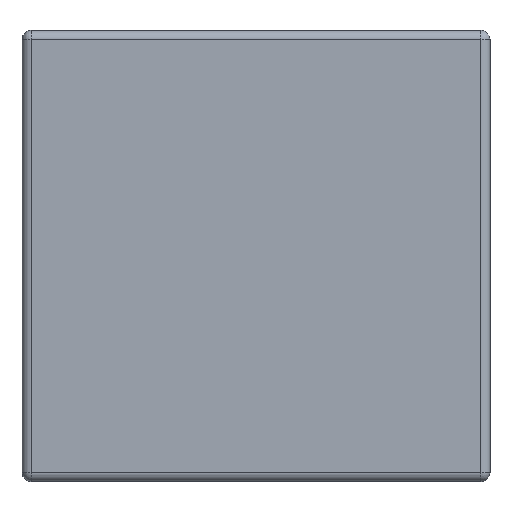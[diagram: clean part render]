
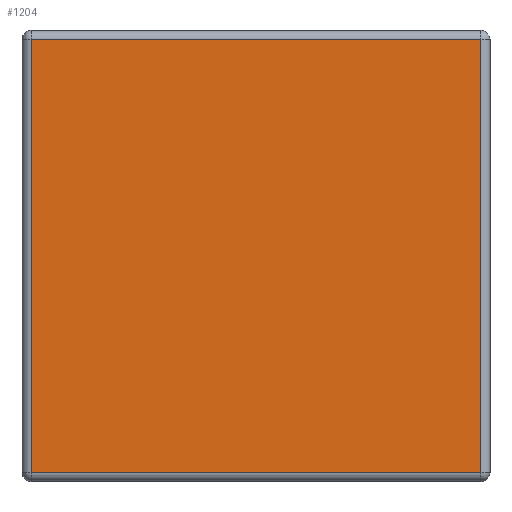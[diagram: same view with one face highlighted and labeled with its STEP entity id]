
A CAD part, left-side view. The second image highlights one B-rep face of the part: STEP entity #1204.
In plain terms, the highlighted planar face has unit normal (-1, 0, 0).
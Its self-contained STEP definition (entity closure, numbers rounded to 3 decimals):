
#50 = EDGE_CURVE ( 'NONE', #244, #2029, #1635, .T. ) ;
#227 = DIRECTION ( 'NONE',  ( 0., 0., -1. ) ) ;
#244 = VERTEX_POINT ( 'NONE', #552 ) ;
#497 = AXIS2_PLACEMENT_3D ( 'NONE', #825, #1188, #523 ) ;
#523 = DIRECTION ( 'NONE',  ( 0., 0., 1. ) ) ;
#552 = CARTESIAN_POINT ( 'NONE',  ( 0., 0.056, -2.644 ) ) ;
#654 = DIRECTION ( 'NONE',  ( 0., -1., 0. ) ) ;
#726 = EDGE_CURVE ( 'NONE', #2077, #2096, #1073, .T. ) ;
#825 = CARTESIAN_POINT ( 'NONE',  ( 0., 0., 0. ) ) ;
#861 = CARTESIAN_POINT ( 'NONE',  ( 0., 2.744, -2.644 ) ) ;
#978 = LINE ( 'NONE', #2313, #2389 ) ;
#988 = VECTOR ( 'NONE', #1856, 1000. ) ;
#1073 = LINE ( 'NONE', #2287, #3533 ) ;
#1098 = ORIENTED_EDGE ( 'NONE', *, *, #2882, .T. ) ;
#1188 = DIRECTION ( 'NONE',  ( -1., 0., 0. ) ) ;
#1204 = ADVANCED_FACE ( 'NONE', ( #2479 ), #2628, .T. ) ;
#1469 = CARTESIAN_POINT ( 'NONE',  ( 0., 0.056, -0.056 ) ) ;
#1635 = LINE ( 'NONE', #2178, #988 ) ;
#1856 = DIRECTION ( 'NONE',  ( 0., 0., 1. ) ) ;
#1973 = ORIENTED_EDGE ( 'NONE', *, *, #726, .T. ) ;
#2029 = VERTEX_POINT ( 'NONE', #1469 ) ;
#2077 = VERTEX_POINT ( 'NONE', #4334 ) ;
#2096 = VERTEX_POINT ( 'NONE', #861 ) ;
#2148 = LINE ( 'NONE', #2158, #2851 ) ;
#2158 = CARTESIAN_POINT ( 'NONE',  ( 0., 2.8, -0.056 ) ) ;
#2178 = CARTESIAN_POINT ( 'NONE',  ( 0., 0.056, 0. ) ) ;
#2234 = DIRECTION ( 'NONE',  ( 0., 1., 0. ) ) ;
#2261 = ORIENTED_EDGE ( 'NONE', *, *, #3664, .T. ) ;
#2287 = CARTESIAN_POINT ( 'NONE',  ( 0., 2.744, -2.7 ) ) ;
#2313 = CARTESIAN_POINT ( 'NONE',  ( 0., 0., -2.644 ) ) ;
#2364 = EDGE_LOOP ( 'NONE', ( #2261, #3910, #1098, #1973 ) ) ;
#2389 = VECTOR ( 'NONE', #654, 1000. ) ;
#2479 = FACE_OUTER_BOUND ( 'NONE', #2364, .T. ) ;
#2628 = PLANE ( 'NONE',  #497 ) ;
#2851 = VECTOR ( 'NONE', #2234, 1000. ) ;
#2882 = EDGE_CURVE ( 'NONE', #2029, #2077, #2148, .T. ) ;
#3533 = VECTOR ( 'NONE', #227, 1000. ) ;
#3664 = EDGE_CURVE ( 'NONE', #2096, #244, #978, .T. ) ;
#3910 = ORIENTED_EDGE ( 'NONE', *, *, #50, .T. ) ;
#4334 = CARTESIAN_POINT ( 'NONE',  ( 0., 2.744, -0.056 ) ) ;
